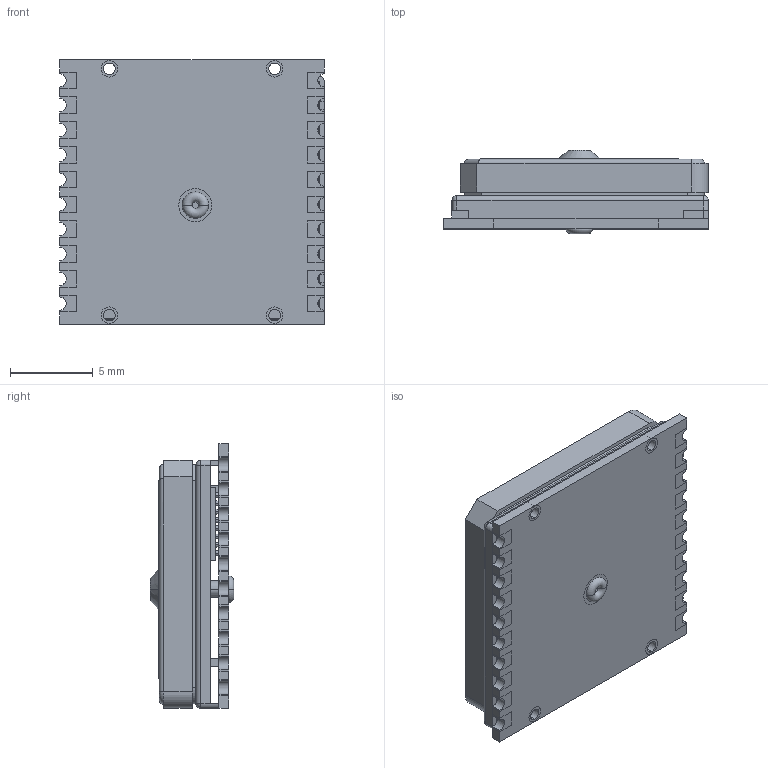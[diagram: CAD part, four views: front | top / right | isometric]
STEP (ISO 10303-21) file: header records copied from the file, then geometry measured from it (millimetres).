
FILE_DESCRIPTION (( 'STEP AP214' ), '1' );
FILE_NAME ('PA6H Assembly.STEP', '2018-05-05T04:51:52', ( '' ), ( '' ), 'SwSTEP 2.0', 'SolidWorks 2018', '' );
FILE_SCHEMA (( 'AUTOMOTIVE_DESIGN' ));
Length unit declared in the file: millimetre
Products named in the file (7): Rivet; Ceramic Antenna; Adhesive Pad; RF Shield; VFBGA-64; PCB; PA6H Assembly
Assembly tree (6 placements, depth 2):
  PA6H Assembly
    PCB
    VFBGA-64
    RF Shield
    Adhesive Pad
    Ceramic Antenna
    Rivet
Bounding box: 16 x 5.05 x 16 mm (x, y, z)
Volume: 741.4 mm3; surface area: 2575.1 mm2
Topology: 93 solids, 93 shells, 584 faces, 1522 edges, 1000 vertices
Faces by surface type: plane 354, sphere 128, cylinder 95, torus 5, cone 2
Entity records: 20206 total; most frequent: DIRECTION 2838, CARTESIAN_POINT 2633, ORIENTED_EDGE 2428, EDGE_CURVE 1214, AXIS2_PLACEMENT_3D 1033, VERTEX_POINT 820, VECTOR 772, LINE 772
